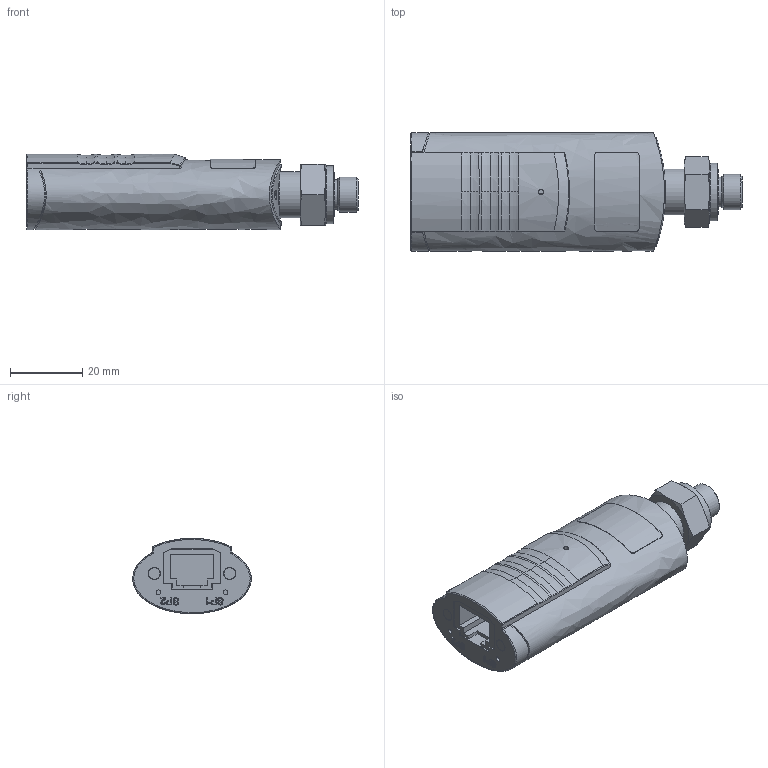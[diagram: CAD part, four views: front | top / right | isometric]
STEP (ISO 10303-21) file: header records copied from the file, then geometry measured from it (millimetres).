
FILE_DESCRIPTION(/* description */ (''),/* implementation_level */ '2;1');
FILE_NAME(/* name */ '350-072.stp',/* time_stamp */ '2020-10-08T10:19:18+02:00',/* author */ ('RPH'),/* organization */ (''),/* preprocessor_version */ 'ST-DEVELOPER v17',/* originating_system */ 'Autodesk Inventor 2018',/* authorisation */ '');
FILE_SCHEMA (('AUTOMOTIVE_DESIGN { 1 0 10303 214 3 1 1 }'));
Length unit declared in the file: millimetre
Products named in the file (1): 350-072
Bounding box: 92 x 32.8 x 20.9 mm (x, y, z)
Volume: 17848.4 mm3; surface area: 25614 mm2
Topology: 19 solids, 19 shells, 988 faces, 2712 edges, 1829 vertices
Faces by surface type: plane 585, bspline 243, cylinder 121, cone 24, torus 11, sphere 4
Full cylindrical faces by diameter (mm): 0.8 x2, 0.9 x8, 1.2 x8, 1.3 x4, 1.4 x3, 1.7 x3, 2.4 x1, 2.6 x2, 2.8 x2, 2.9 x2, 3 x1, 3.2 x2, 3.4 x2, 5 x2, 6 x2, 8 x1, 8.2 x1, 9 x1, 9.728 x1, 10.1 x1, 12 x1, 12.7 x1, 14 x1, 16 x1
Entity records: 36423 total; most frequent: CARTESIAN_POINT 11854, ORIENTED_EDGE 5428, DIRECTION 3831, EDGE_CURVE 2714, VERTEX_POINT 1841, LINE 1699, VECTOR 1699, EDGE_LOOP 1101
